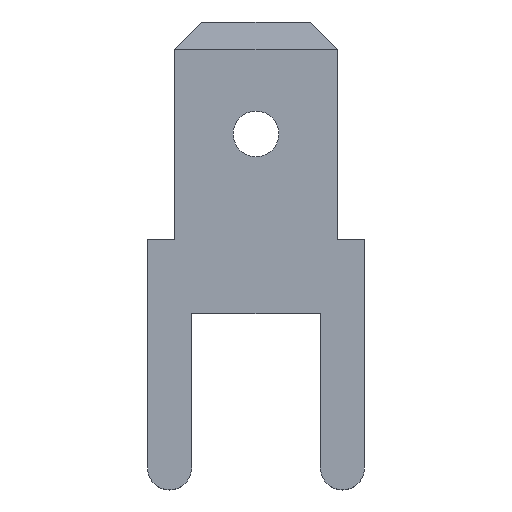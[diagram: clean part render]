
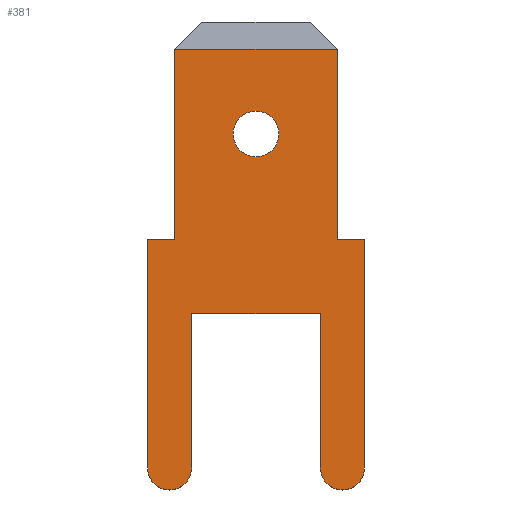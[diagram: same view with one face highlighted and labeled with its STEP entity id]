
A CAD part, top view. The second image highlights one B-rep face of the part: STEP entity #381.
In plain terms, the highlighted planar face has unit normal (0, 0, 1).
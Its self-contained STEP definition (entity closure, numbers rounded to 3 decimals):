
#72=CARTESIAN_POINT('',(0.,5.3,0.));
#73=DIRECTION('',(0.,0.,-1.));
#74=DIRECTION('',(1.,0.,0.));
#75=AXIS2_PLACEMENT_3D('',#72,#73,#74);
#77=CARTESIAN_POINT('',(0.,5.3,0.));
#78=DIRECTION('',(0.,0.,-1.));
#79=DIRECTION('',(-1.,0.,0.));
#80=AXIS2_PLACEMENT_3D('',#77,#78,#79);
#82=DIRECTION('',(1.,0.,0.));
#83=VECTOR('',#82,4.8);
#84=CARTESIAN_POINT('',(-2.4,7.8,0.));
#85=LINE('',#84,#83);
#86=DIRECTION('',(0.,-1.,0.));
#87=VECTOR('',#86,5.6);
#88=CARTESIAN_POINT('',(2.4,7.8,0.));
#89=LINE('',#88,#87);
#90=DIRECTION('',(1.,0.,0.));
#91=VECTOR('',#90,0.8);
#92=CARTESIAN_POINT('',(2.4,2.2,0.));
#93=LINE('',#92,#91);
#94=DIRECTION('',(0.,-1.,0.));
#95=VECTOR('',#94,6.75);
#96=CARTESIAN_POINT('',(3.2,2.2,0.));
#97=LINE('',#96,#95);
#98=CARTESIAN_POINT('',(2.55,-4.55,0.));
#99=DIRECTION('',(0.,0.,-1.));
#100=DIRECTION('',(1.,0.,0.));
#101=AXIS2_PLACEMENT_3D('',#98,#99,#100);
#103=DIRECTION('',(0.,1.,0.));
#104=VECTOR('',#103,4.55);
#105=CARTESIAN_POINT('',(1.9,-4.55,0.));
#106=LINE('',#105,#104);
#107=DIRECTION('',(-1.,0.,0.));
#108=VECTOR('',#107,3.8);
#109=CARTESIAN_POINT('',(1.9,0.,0.));
#110=LINE('',#109,#108);
#111=DIRECTION('',(0.,-1.,0.));
#112=VECTOR('',#111,4.55);
#113=CARTESIAN_POINT('',(-1.9,0.,0.));
#114=LINE('',#113,#112);
#115=CARTESIAN_POINT('',(-2.55,-4.55,0.));
#116=DIRECTION('',(0.,0.,-1.));
#117=DIRECTION('',(1.,0.,0.));
#118=AXIS2_PLACEMENT_3D('',#115,#116,#117);
#120=DIRECTION('',(0.,1.,0.));
#121=VECTOR('',#120,6.75);
#122=CARTESIAN_POINT('',(-3.2,-4.55,0.));
#123=LINE('',#122,#121);
#124=DIRECTION('',(1.,0.,0.));
#125=VECTOR('',#124,0.8);
#126=CARTESIAN_POINT('',(-3.2,2.2,0.));
#127=LINE('',#126,#125);
#128=DIRECTION('',(0.,1.,0.));
#129=VECTOR('',#128,5.6);
#130=CARTESIAN_POINT('',(-2.4,2.2,0.));
#131=LINE('',#130,#129);
#280=CARTESIAN_POINT('',(-3.2,2.2,0.));
#281=CARTESIAN_POINT('',(-2.4,2.2,0.));
#282=VERTEX_POINT('',#280);
#283=VERTEX_POINT('',#281);
#284=CARTESIAN_POINT('',(-3.2,-4.55,0.));
#285=VERTEX_POINT('',#284);
#286=CARTESIAN_POINT('',(-1.9,-4.55,0.));
#287=VERTEX_POINT('',#286);
#288=CARTESIAN_POINT('',(-1.9,0.,0.));
#289=VERTEX_POINT('',#288);
#290=CARTESIAN_POINT('',(1.9,0.,0.));
#291=VERTEX_POINT('',#290);
#292=CARTESIAN_POINT('',(1.9,-4.55,0.));
#293=VERTEX_POINT('',#292);
#294=CARTESIAN_POINT('',(3.2,-4.55,0.));
#295=VERTEX_POINT('',#294);
#296=CARTESIAN_POINT('',(3.2,2.2,0.));
#297=VERTEX_POINT('',#296);
#298=CARTESIAN_POINT('',(2.4,2.2,0.));
#299=VERTEX_POINT('',#298);
#320=CARTESIAN_POINT('',(0.675,5.3,0.));
#321=CARTESIAN_POINT('',(-0.675,5.3,0.));
#322=VERTEX_POINT('',#320);
#323=VERTEX_POINT('',#321);
#328=CARTESIAN_POINT('',(-2.4,7.8,0.));
#329=CARTESIAN_POINT('',(2.4,7.8,0.));
#330=VERTEX_POINT('',#328);
#331=VERTEX_POINT('',#329);
#344=CARTESIAN_POINT('',(0.,0.,0.));
#345=DIRECTION('',(0.,0.,1.));
#346=DIRECTION('',(1.,0.,0.));
#347=AXIS2_PLACEMENT_3D('',#344,#345,#346);
#348=PLANE('',#347);
#350=ORIENTED_EDGE('',*,*,#349,.T.);
#352=ORIENTED_EDGE('',*,*,#351,.T.);
#354=ORIENTED_EDGE('',*,*,#353,.T.);
#356=ORIENTED_EDGE('',*,*,#355,.T.);
#358=ORIENTED_EDGE('',*,*,#357,.T.);
#360=ORIENTED_EDGE('',*,*,#359,.T.);
#362=ORIENTED_EDGE('',*,*,#361,.T.);
#364=ORIENTED_EDGE('',*,*,#363,.T.);
#366=ORIENTED_EDGE('',*,*,#365,.T.);
#368=ORIENTED_EDGE('',*,*,#367,.T.);
#370=ORIENTED_EDGE('',*,*,#369,.T.);
#372=ORIENTED_EDGE('',*,*,#371,.T.);
#373=EDGE_LOOP('',(#350,#352,#354,#356,#358,#360,#362,#364,#366,#368,#370,
#372));
#374=FACE_OUTER_BOUND('',#373,.F.);
#376=ORIENTED_EDGE('',*,*,#375,.F.);
#378=ORIENTED_EDGE('',*,*,#377,.F.);
#379=EDGE_LOOP('',(#376,#378));
#380=FACE_BOUND('',#379,.F.);
#381=ADVANCED_FACE('',(#374,#380),#348,.T.);
#76=CIRCLE('',#75,0.675);
#81=CIRCLE('',#80,0.675);
#102=CIRCLE('',#101,0.65);
#119=CIRCLE('',#118,0.65);
#349=EDGE_CURVE('',#330,#331,#85,.T.);
#351=EDGE_CURVE('',#331,#299,#89,.T.);
#353=EDGE_CURVE('',#299,#297,#93,.T.);
#355=EDGE_CURVE('',#297,#295,#97,.T.);
#357=EDGE_CURVE('',#295,#293,#102,.T.);
#359=EDGE_CURVE('',#293,#291,#106,.T.);
#361=EDGE_CURVE('',#291,#289,#110,.T.);
#363=EDGE_CURVE('',#289,#287,#114,.T.);
#365=EDGE_CURVE('',#287,#285,#119,.T.);
#367=EDGE_CURVE('',#285,#282,#123,.T.);
#369=EDGE_CURVE('',#282,#283,#127,.T.);
#371=EDGE_CURVE('',#283,#330,#131,.T.);
#375=EDGE_CURVE('',#322,#323,#76,.T.);
#377=EDGE_CURVE('',#323,#322,#81,.T.);
